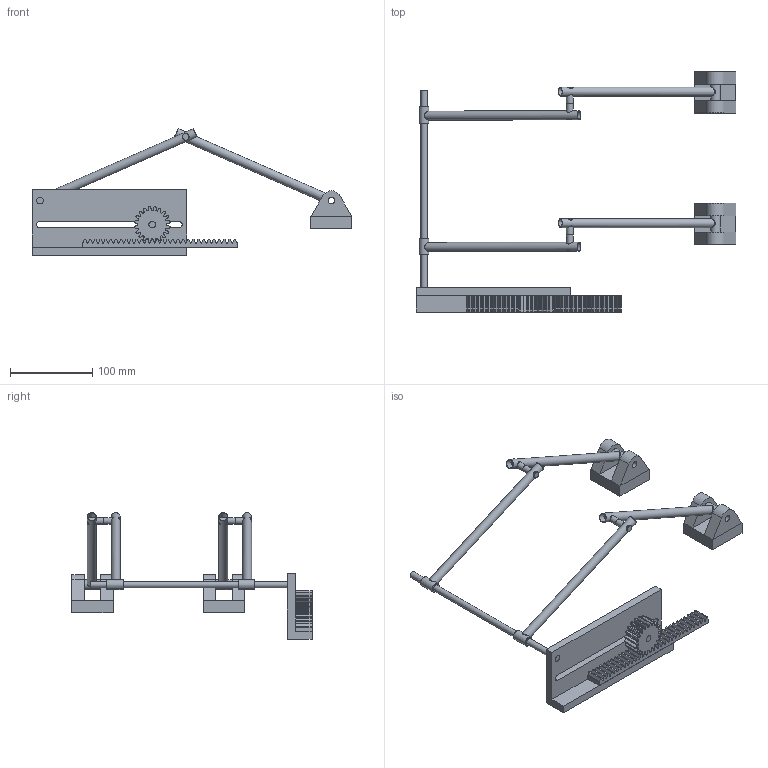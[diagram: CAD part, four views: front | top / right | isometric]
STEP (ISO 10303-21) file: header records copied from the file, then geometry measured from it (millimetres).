
FILE_DESCRIPTION(/* description */ (''),/* implementation_level */ '2;1');
FILE_NAME(/* name */ 'design 3.step',/* time_stamp */ '2024-04-10T12:18:31+05:30',/* author */ (''),/* organization */ (''),/* preprocessor_version */ 'ST-DEVELOPER v20',/* originating_system */ 'Autodesk Translation Framework v12.20.1.177',/* authorisation */ '');
FILE_SCHEMA (('AUTOMOTIVE_DESIGN { 1 0 10303 214 3 1 1 }'));
Length unit declared in the file: millimetre
Products named in the file (13): cpm 4; supporting rods; cpm; fixed gear moving gear; Shaft; Spur Gear (20 teeth); Rack; Component1; Component2; Component3; supporting rods_1; revolute joint mount; connecting_rod
Assembly tree (16 placements, depth 4):
  cpm 4
    supporting rods
      revolute joint mount
      connecting_rod  x2
    cpm
      fixed gear moving gear
        Shaft
        Spur Gear (20 teeth)
        Rack
      Component1
      Component2
      Component3
    supporting rods_1
      revolute joint mount
      connecting_rod  x2
Bounding box: 389.46 x 292.25 x 154.16 mm (x, y, z)
Volume: 394667.2 mm3; surface area: 167015.1 mm2
Topology: 16 solids, 16 shells, 466 faces, 1282 edges, 856 vertices
Faces by surface type: plane 236, cylinder 190, bspline 40
Full cylindrical faces by diameter (mm): 8 x20, 10 x4, 11 x4, 12 x4
Entity records: 25306 total; most frequent: CARTESIAN_POINT 14501, ORIENTED_EDGE 2294, DIRECTION 2148, EDGE_CURVE 1147, VERTEX_POINT 765, LINE 744, VECTOR 744, AXIS2_PLACEMENT_3D 702
